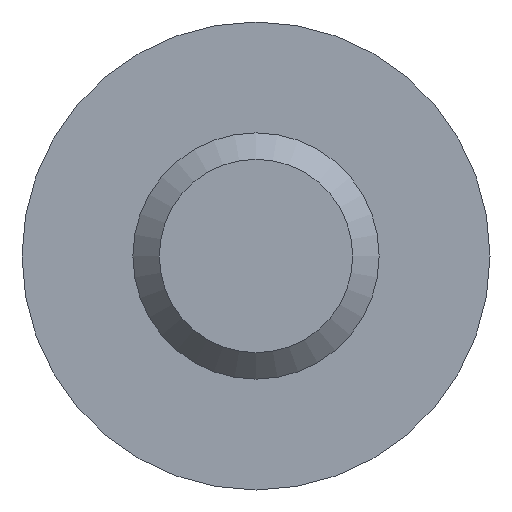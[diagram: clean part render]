
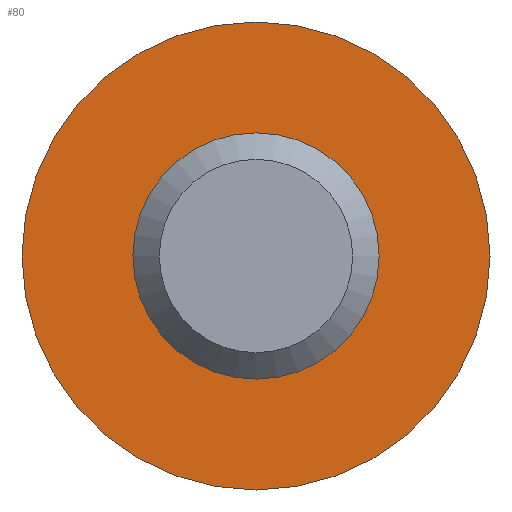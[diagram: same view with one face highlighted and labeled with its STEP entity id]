
A CAD part, front view. The second image highlights one B-rep face of the part: STEP entity #80.
In plain terms, the highlighted planar face has unit normal (0, -1, 0).
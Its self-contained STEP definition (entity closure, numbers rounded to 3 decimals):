
#80 = ADVANCED_FACE( '', ( #101, #102 ), #103, .F. );
#101 = FACE_BOUND( '', #132, .T. );
#102 = FACE_OUTER_BOUND( '', #133, .T. );
#103 = PLANE( '', #134 );
#132 = EDGE_LOOP( '', ( #189 ) );
#133 = EDGE_LOOP( '', ( #190 ) );
#134 = AXIS2_PLACEMENT_3D( '', #191, #192, #193 );
#189 = ORIENTED_EDGE( '', *, *, #253, .F. );
#190 = ORIENTED_EDGE( '', *, *, #252, .T. );
#191 = CARTESIAN_POINT( '', ( 0., 30., -3.8 ) );
#192 = DIRECTION( '', ( 0., 1., 0. ) );
#193 = DIRECTION( '', ( 0., 0., 1. ) );
#252 = EDGE_CURVE( '', #288, #288, #289, .T. );
#253 = EDGE_CURVE( '', #290, #290, #291, .T. );
#288 = VERTEX_POINT( '', #337 );
#289 = CIRCLE( '', #338, 3.8 );
#290 = VERTEX_POINT( '', #339 );
#291 = CIRCLE( '', #340, 2. );
#337 = CARTESIAN_POINT( '', ( 0., 30., -3.8 ) );
#338 = AXIS2_PLACEMENT_3D( '', #381, #382, #383 );
#339 = CARTESIAN_POINT( '', ( 0., 30., -2. ) );
#340 = AXIS2_PLACEMENT_3D( '', #384, #385, #386 );
#381 = CARTESIAN_POINT( '', ( 0., 30., 0. ) );
#382 = DIRECTION( '', ( 0., -1., 0. ) );
#383 = DIRECTION( '', ( 0., 0., -1. ) );
#384 = CARTESIAN_POINT( '', ( 0., 30., 0. ) );
#385 = DIRECTION( '', ( 0., -1., 0. ) );
#386 = DIRECTION( '', ( 0., 0., -1. ) );
